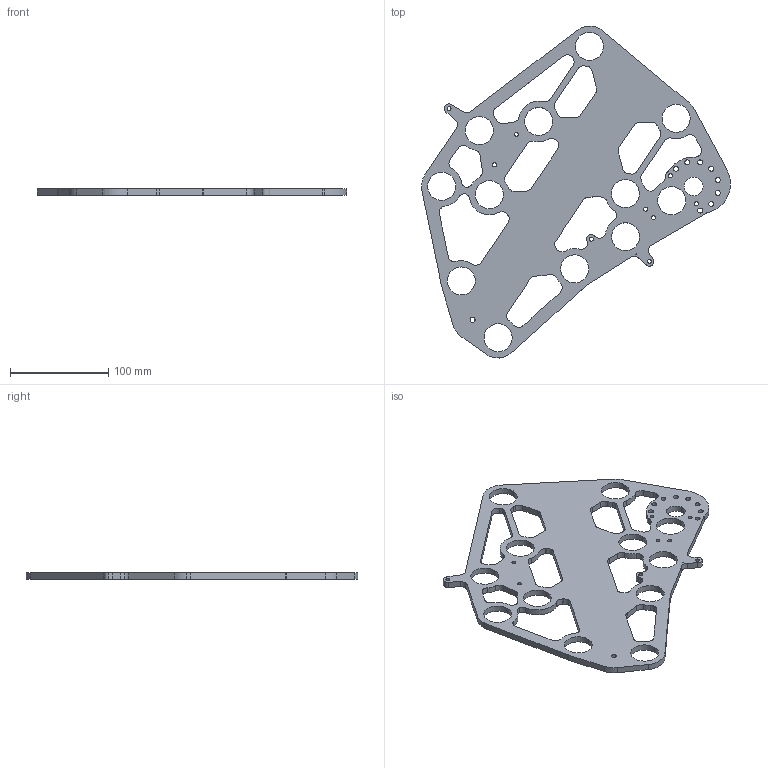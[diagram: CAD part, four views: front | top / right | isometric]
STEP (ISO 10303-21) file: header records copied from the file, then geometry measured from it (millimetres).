
FILE_DESCRIPTION (( 'STEP AP203' ), '1' );
FILE_NAME ('599-24-season-StV5-P-2001default.STEP', '2024-09-27T00:37:49', ( '' ), ( '' ), 'SwSTEP 2.0', 'SolidWorks 2024', '' );
FILE_SCHEMA (( 'CONFIG_CONTROL_DESIGN' ));
Length unit declared in the file: inch
Products named in the file (1): 599-24-season-StV5-P-2001default
Bounding box: 314.85 x 338.18 x 6.35 mm (x, y, z)
Volume: 249435.7 mm3; surface area: 104037.9 mm2
Topology: 1 solids, 1 shells, 226 faces, 672 edges, 448 vertices
Faces by surface type: cylinder 178, plane 48
Entity records: 8015 total; most frequent: DIRECTION 1482, CARTESIAN_POINT 1347, ORIENTED_EDGE 1344, EDGE_CURVE 672, AXIS2_PLACEMENT_3D 583, VERTEX_POINT 448, CIRCLE 356, VECTOR 316
